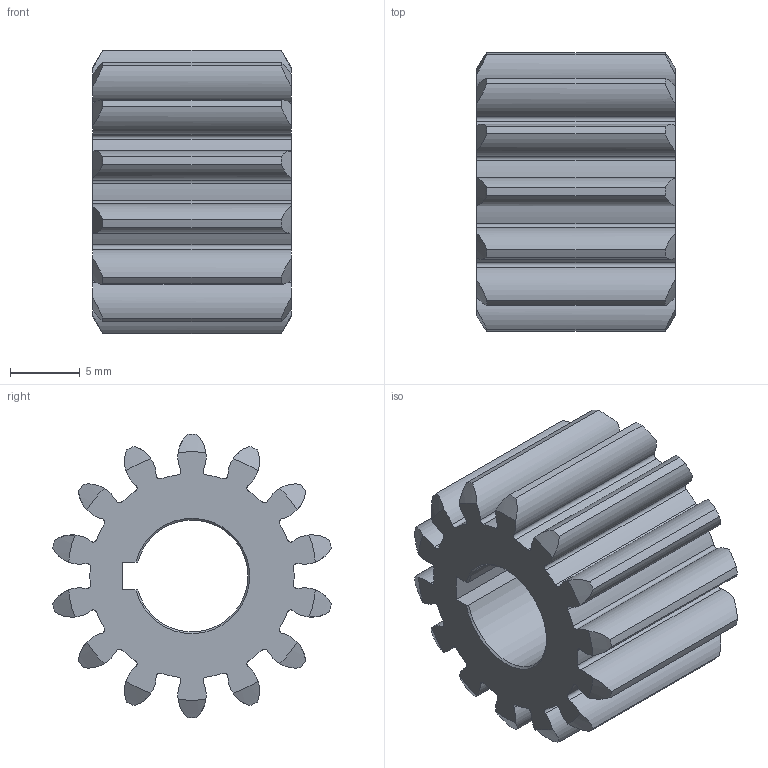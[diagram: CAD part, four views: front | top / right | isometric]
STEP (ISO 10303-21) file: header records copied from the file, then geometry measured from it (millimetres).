
FILE_DESCRIPTION((''),'2;1');
FILE_NAME('AM-0034.stp','2008-01-06T12:42:50',('Owner'),(''),'Autodesk Inventor (R) 6.0','Autodesk Inventor (R) 6.0','');
FILE_SCHEMA(('AUTOMOTIVE_DESIGN { 1 0 10303 214 1 1 1 1 }'));
Length unit declared in the file: inch
Products named in the file (1): AM-0034 CIM Gear 14T
Bounding box: 14.22 x 19.94 x 20.32 mm (x, y, z)
Volume: 2590 mm3; surface area: 2387 mm2
Topology: 1 solids, 1 shells, 123 faces, 361 edges, 240 vertices
Faces by surface type: cylinder 86, cone 32, plane 5
Entity records: 4508 total; most frequent: CARTESIAN_POINT 1125, DIRECTION 753, ORIENTED_EDGE 722, EDGE_CURVE 361, AXIS2_PLACEMENT_3D 328, VERTEX_POINT 240, CIRCLE 204, EDGE_LOOP 125
